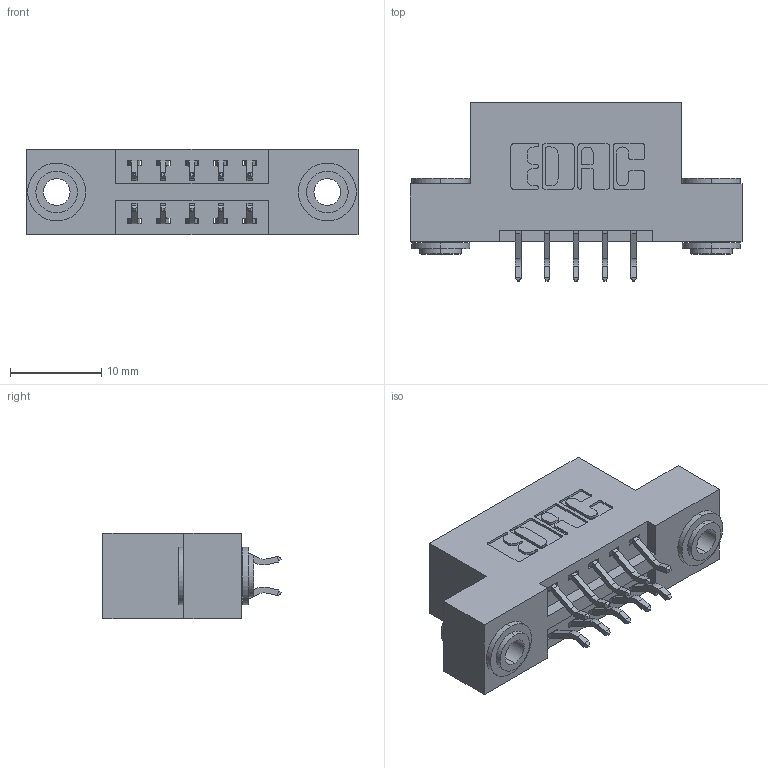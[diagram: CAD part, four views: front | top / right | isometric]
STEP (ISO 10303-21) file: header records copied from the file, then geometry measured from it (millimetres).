
FILE_DESCRIPTION (( 'STEP AP203' ), '1' );
FILE_NAME ('346-010-556-203.STEP', '2022-05-17T17:58:26', ( '' ), ( '' ), 'SwSTEP 2.0', 'SolidWorks 2020', '' );
FILE_SCHEMA (( 'CONFIG_CONTROL_DESIGN' ));
Length unit declared in the file: inch
Products named in the file (4): 346 Part_Flush Mounting Lugs - 0.156 Dia-TH; 345-292-001_556 Tail; 346-010-556-203; 345-250-002_345-250-002-102
Assembly tree (13 placements, depth 2):
  346-010-556-203
    346 Part_Flush Mounting Lugs - 0.156 Dia-TH
    345-292-001_556 Tail  x10
    345-250-002_345-250-002-102  x2
Bounding box: 36.45 x 19.57 x 9.4 mm (x, y, z)
Volume: 3267.8 mm3; surface area: 4149.6 mm2
Topology: 13 solids, 13 shells, 754 faces, 2171 edges, 1430 vertices
Faces by surface type: plane 490, cylinder 256, cone 8
Entity records: 9530 total; most frequent: CARTESIAN_POINT 1617, ORIENTED_EDGE 1530, DIRECTION 1495, EDGE_CURVE 765, LINE 581, VECTOR 581, VERTEX_POINT 506, AXIS2_PLACEMENT_3D 457
